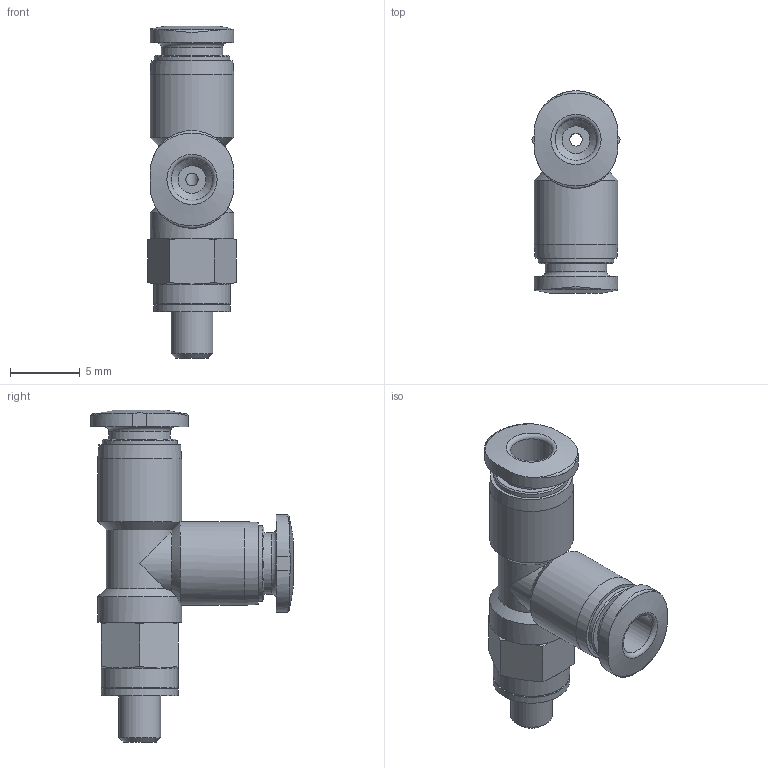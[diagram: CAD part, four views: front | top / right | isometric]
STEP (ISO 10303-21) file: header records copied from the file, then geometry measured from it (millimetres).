
FILE_DESCRIPTION(/* description */ ('STEP AP214'),/* implementation_level */ '2;1');
FILE_NAME(/* name */ '153358_QSMTL-M3-3',/* time_stamp */ '2024-09-14T13:43:34+02:00',/* author */ ('License CC BY-ND 4.0'),/* organization */ ('CADENAS'),/* preprocessor_version */ 'ST-DEVELOPER v19.3',/* originating_system */ 'PARTsolutions',/* authorisation */ ' ');
FILE_SCHEMA (('AUTOMOTIVE_DESIGN {1 0 10303 214 3 1 1}'));
Length unit declared in the file: millimetre
Products named in the file (1): 153358 QSMTL-M3-3
Bounding box: 6.35 x 14.5 x 23.8 mm (x, y, z)
Volume: 620.2 mm3; surface area: 905.4 mm2
Topology: 1 solids, 1 shells, 78 faces, 183 edges, 115 vertices
Faces by surface type: cone 27, plane 22, cylinder 21, torus 8
Full cylindrical faces by diameter (mm): 0.9 x2, 3 x3, 4.4 x2, 5.4 x2, 5.5 x2, 6 x3
Entity records: 2643 total; most frequent: CARTESIAN_POINT 499, DIRECTION 318, ORIENTED_EDGE 290, AXIS2_PLACEMENT_3D 150, EDGE_CURVE 145, EDGE_LOOP 120, FACE_BOUND 120, VERTEX_POINT 107
